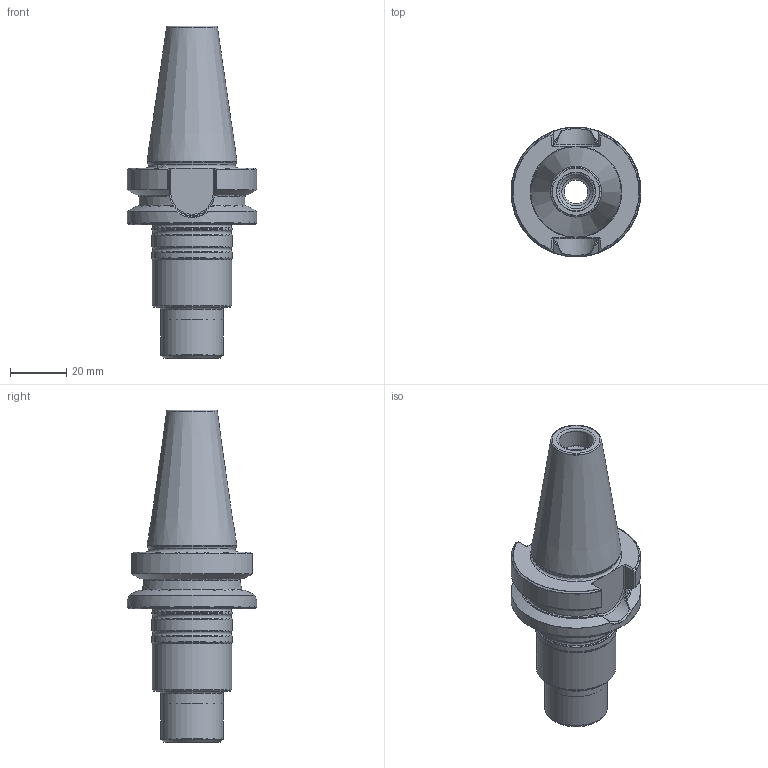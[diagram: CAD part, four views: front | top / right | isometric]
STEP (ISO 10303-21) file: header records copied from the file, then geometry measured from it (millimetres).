
FILE_DESCRIPTION(/* description */ (''),/* implementation_level */ '2;1');
FILE_NAME(/* name */ '413011640.stp',/* time_stamp */ '2021-01-08T12:37:19',/* author */ ('LRA'),/* organization */ ('REGO-FIX'),/* preprocessor_version */ ' Unknown',/* originating_system */ 'SIEMENS PLM Software Solid Edge ST10',/* authorization */ 'Unknown');
FILE_SCHEMA (('AUTOMOTIVE_DESIGN { 1 0 10303 214 2 1 1}'));
Length unit declared in the file: millimetre
Products named in the file (1): NOCUT
Bounding box: 46.3 x 46.3 x 118.3 mm (x, y, z)
Volume: 137556.8 mm3; surface area: 35193.7 mm2
Topology: 2 solids, 2 shells, 201 faces, 511 edges, 318 vertices
Faces by surface type: plane 64, cylinder 52, cone 45, torus 28, bspline 12
Full cylindrical faces by diameter (mm): 8.376 x2, 10.105 x1, 10.106 x4, 10.5 x2, 12.2 x1, 12.5 x1, 22 x2, 22.3 x1, 28 x1, 28.3 x1, 28.5 x3, 28.8 x3, 46 x1, 46.3 x1
Entity records: 7293 total; most frequent: CARTESIAN_POINT 1551, DIRECTION 856, ORIENTED_EDGE 846, EDGE_CURVE 423, AXIS2_PLACEMENT_3D 372, VERTEX_POINT 303, EDGE_LOOP 282, FACE_BOUND 282
